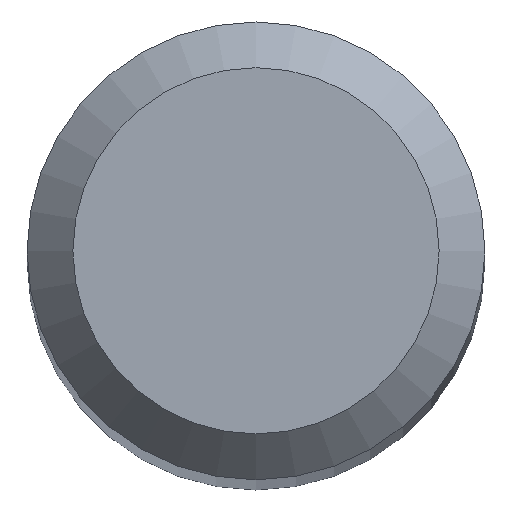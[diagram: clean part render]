
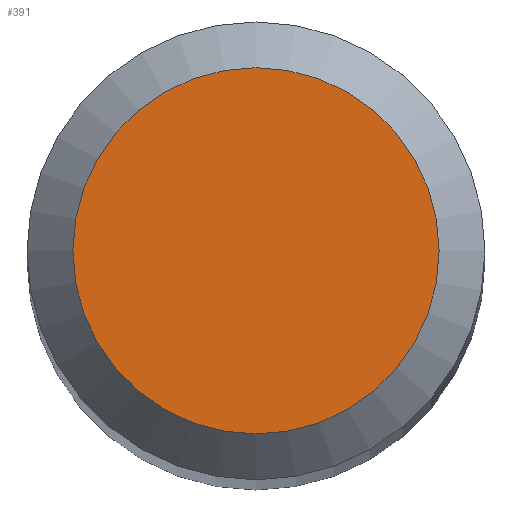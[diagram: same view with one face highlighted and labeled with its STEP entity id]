
A CAD part, top view. The second image highlights one B-rep face of the part: STEP entity #391.
In plain terms, the highlighted planar face has unit normal (0, 0, 1).
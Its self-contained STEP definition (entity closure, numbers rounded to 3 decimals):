
#39 = CARTESIAN_POINT ( 'NONE',  ( 0., 0., 46. ) ) ;
#79 = EDGE_LOOP ( 'NONE', ( #393 ) ) ;
#98 = AXIS2_PLACEMENT_3D ( 'NONE', #39, #363, #171 ) ;
#114 = CARTESIAN_POINT ( 'NONE',  ( 0., -1.2, 46. ) ) ;
#152 = CIRCLE ( 'NONE', #415, 1.2 ) ;
#162 = DIRECTION ( 'NONE',  ( 0., -1., 0. ) ) ;
#171 = DIRECTION ( 'NONE',  ( 0., 1., 0. ) ) ;
#223 = DIRECTION ( 'NONE',  ( 0., 0., 1. ) ) ;
#233 = PLANE ( 'NONE',  #98 ) ;
#264 = EDGE_CURVE ( 'NONE', #315, #315, #152, .T. ) ;
#315 = VERTEX_POINT ( 'NONE', #114 ) ;
#324 = CARTESIAN_POINT ( 'NONE',  ( 0., 0., 46. ) ) ;
#335 = FACE_OUTER_BOUND ( 'NONE', #79, .T. ) ;
#363 = DIRECTION ( 'NONE',  ( 0., 0., -1. ) ) ;
#391 = ADVANCED_FACE ( 'NONE', ( #335 ), #233, .F. ) ;
#393 = ORIENTED_EDGE ( 'NONE', *, *, #264, .T. ) ;
#415 = AXIS2_PLACEMENT_3D ( 'NONE', #324, #223, #162 ) ;
